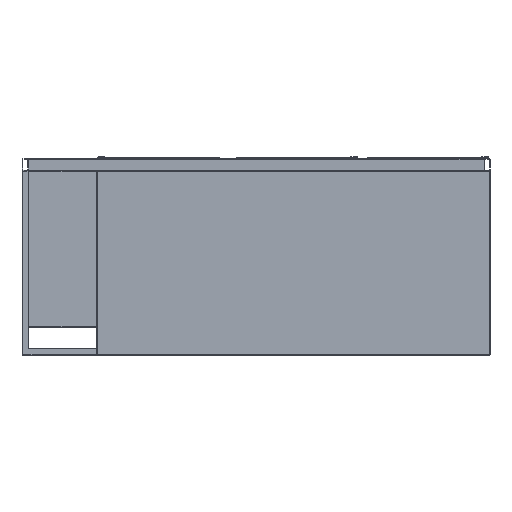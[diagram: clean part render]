
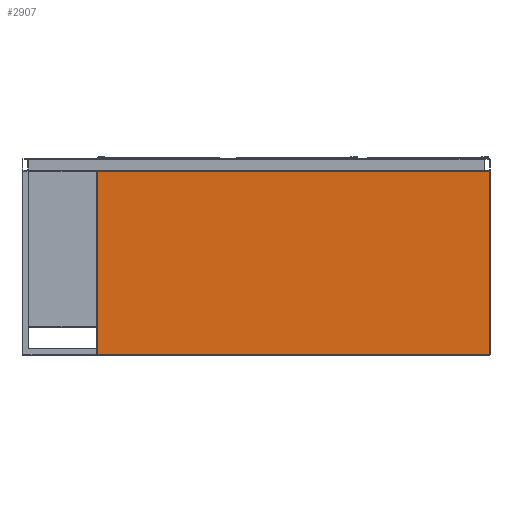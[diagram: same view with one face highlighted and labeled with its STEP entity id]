
A CAD part, front view. The second image highlights one B-rep face of the part: STEP entity #2907.
In plain terms, the highlighted planar face has unit normal (0, -1, 0).
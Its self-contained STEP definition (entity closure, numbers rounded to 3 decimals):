
#678 = EDGE_LOOP ( 'NONE', ( #21236, #5597, #22236, #27776 ) ) ;
#1831 = LINE ( 'NONE', #32795, #4407 ) ;
#2664 = DIRECTION ( 'NONE',  ( -1., 0., 0. ) ) ;
#2907 = ADVANCED_FACE ( 'Fl�che8', ( #5324 ), #14605, .T. ) ;
#4407 = VECTOR ( 'NONE', #18237, 1000. ) ;
#5324 = FACE_OUTER_BOUND ( 'NONE', #678, .T. ) ;
#5597 = ORIENTED_EDGE ( 'NONE', *, *, #6713, .T. ) ;
#6713 = EDGE_CURVE ( 'NONE', #19392, #11066, #8677, .T. ) ;
#6855 = LINE ( 'NONE', #32776, #22985 ) ;
#8461 = DIRECTION ( 'NONE',  ( 0., -1., 0. ) ) ;
#8673 = CARTESIAN_POINT ( 'NONE',  ( -658., -255., -658. ) ) ;
#8677 = LINE ( 'NONE', #34408, #13680 ) ;
#8765 = VERTEX_POINT ( 'NONE', #22578 ) ;
#11066 = VERTEX_POINT ( 'NONE', #8673 ) ;
#11232 = CARTESIAN_POINT ( 'NONE',  ( 658., -255., -42. ) ) ;
#12446 = EDGE_CURVE ( 'NONE', #8765, #18754, #6855, .T. ) ;
#13680 = VECTOR ( 'NONE', #20412, 1000. ) ;
#14605 = PLANE ( 'NONE',  #18115 ) ;
#15239 = DIRECTION ( 'NONE',  ( 0., 0., 1. ) ) ;
#16679 = LINE ( 'NONE', #28222, #36744 ) ;
#18115 = AXIS2_PLACEMENT_3D ( 'NONE', #28078, #8461, #31035 ) ;
#18237 = DIRECTION ( 'NONE',  ( 1., 0., 0. ) ) ;
#18754 = VERTEX_POINT ( 'NONE', #11232 ) ;
#19392 = VERTEX_POINT ( 'NONE', #34653 ) ;
#19428 = EDGE_CURVE ( 'NONE', #11066, #8765, #1831, .T. ) ;
#20412 = DIRECTION ( 'NONE',  ( 0., 0., -1. ) ) ;
#21236 = ORIENTED_EDGE ( 'NONE', *, *, #34813, .T. ) ;
#22236 = ORIENTED_EDGE ( 'NONE', *, *, #19428, .T. ) ;
#22578 = CARTESIAN_POINT ( 'NONE',  ( 658., -255., -658. ) ) ;
#22985 = VECTOR ( 'NONE', #15239, 1000. ) ;
#27776 = ORIENTED_EDGE ( 'NONE', *, *, #12446, .T. ) ;
#28078 = CARTESIAN_POINT ( 'NONE',  ( -660., -255., -660. ) ) ;
#28222 = CARTESIAN_POINT ( 'NONE',  ( -660., -255., -42. ) ) ;
#31035 = DIRECTION ( 'NONE',  ( 0., 0., -1. ) ) ;
#32776 = CARTESIAN_POINT ( 'NONE',  ( 658., -255., -660. ) ) ;
#32795 = CARTESIAN_POINT ( 'NONE',  ( -660., -255., -658. ) ) ;
#34408 = CARTESIAN_POINT ( 'NONE',  ( -658., -255., -660. ) ) ;
#34653 = CARTESIAN_POINT ( 'NONE',  ( -658., -255., -42. ) ) ;
#34813 = EDGE_CURVE ( 'NONE', #18754, #19392, #16679, .T. ) ;
#36744 = VECTOR ( 'NONE', #2664, 1000. ) ;
